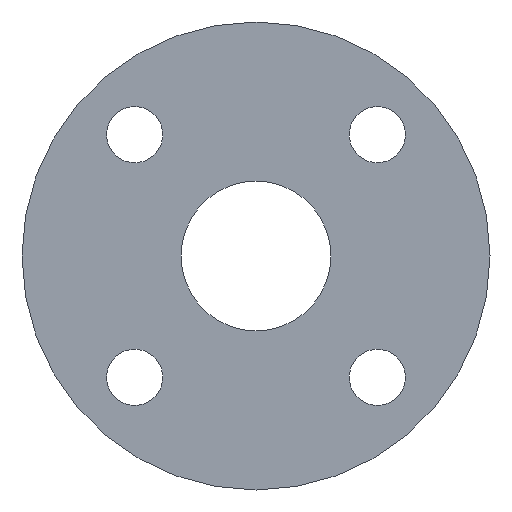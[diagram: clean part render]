
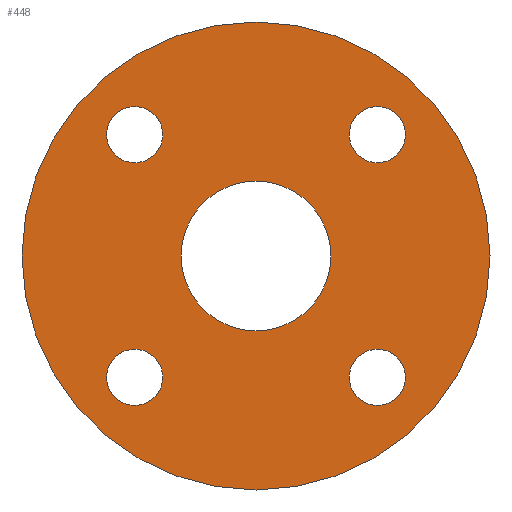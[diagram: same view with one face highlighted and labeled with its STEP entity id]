
A CAD part, left-side view. The second image highlights one B-rep face of the part: STEP entity #448.
In plain terms, the highlighted planar face has unit normal (-1, 0, 0).
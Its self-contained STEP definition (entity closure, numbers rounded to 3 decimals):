
#8 = DIRECTION ( 'NONE',  ( 0., 0., -1. ) ) ;
#15 = EDGE_CURVE ( 'NONE', #195, #44, #544, .T. ) ;
#22 = CARTESIAN_POINT ( 'NONE',  ( -1.5, -38.891, -29.891 ) ) ;
#24 = CIRCLE ( 'NONE', #334, 9. ) ;
#25 = DIRECTION ( 'NONE',  ( 0., 0., -1. ) ) ;
#32 = ORIENTED_EDGE ( 'NONE', *, *, #189, .T. ) ;
#34 = CARTESIAN_POINT ( 'NONE',  ( -1.5, 0., 0. ) ) ;
#42 = FACE_BOUND ( 'NONE', #420, .T. ) ;
#44 = VERTEX_POINT ( 'NONE', #53 ) ;
#47 = CARTESIAN_POINT ( 'NONE',  ( -1.5, 38.891, 29.891 ) ) ;
#49 = CARTESIAN_POINT ( 'NONE',  ( -1.5, 0., 24. ) ) ;
#52 = PLANE ( 'NONE',  #421 ) ;
#53 = CARTESIAN_POINT ( 'NONE',  ( -1.5, -38.891, -47.891 ) ) ;
#55 = AXIS2_PLACEMENT_3D ( 'NONE', #336, #329, #207 ) ;
#56 = CARTESIAN_POINT ( 'NONE',  ( -1.5, -38.891, -38.891 ) ) ;
#63 = DIRECTION ( 'NONE',  ( 1., 0., 0. ) ) ;
#72 = AXIS2_PLACEMENT_3D ( 'NONE', #528, #489, #491 ) ;
#79 = DIRECTION ( 'NONE',  ( 1., 0., 0. ) ) ;
#84 = EDGE_LOOP ( 'NONE', ( #452, #325 ) ) ;
#99 = CIRCLE ( 'NONE', #403, 9. ) ;
#109 = CARTESIAN_POINT ( 'NONE',  ( -1.5, 0., 75. ) ) ;
#110 = DIRECTION ( 'NONE',  ( 1., 0., 0. ) ) ;
#121 = EDGE_LOOP ( 'NONE', ( #413, #286 ) ) ;
#122 = EDGE_CURVE ( 'NONE', #158, #382, #492, .T. ) ;
#125 = CARTESIAN_POINT ( 'NONE',  ( -1.5, 38.891, -29.891 ) ) ;
#134 = DIRECTION ( 'NONE',  ( 0., 0., -1. ) ) ;
#137 = EDGE_CURVE ( 'NONE', #289, #349, #410, .T. ) ;
#141 = CARTESIAN_POINT ( 'NONE',  ( -1.5, -38.891, 38.891 ) ) ;
#151 = DIRECTION ( 'NONE',  ( 0., 0., -1. ) ) ;
#152 = EDGE_CURVE ( 'NONE', #349, #289, #278, .T. ) ;
#158 = VERTEX_POINT ( 'NONE', #109 ) ;
#162 = VERTEX_POINT ( 'NONE', #487 ) ;
#175 = ORIENTED_EDGE ( 'NONE', *, *, #490, .T. ) ;
#189 = EDGE_CURVE ( 'NONE', #358, #253, #231, .T. ) ;
#195 = VERTEX_POINT ( 'NONE', #22 ) ;
#196 = DIRECTION ( 'NONE',  ( 1., 0., 0. ) ) ;
#207 = DIRECTION ( 'NONE',  ( 0., 0., -1. ) ) ;
#211 = FACE_BOUND ( 'NONE', #387, .T. ) ;
#216 = CARTESIAN_POINT ( 'NONE',  ( -1.5, -38.891, 38.891 ) ) ;
#218 = CARTESIAN_POINT ( 'NONE',  ( -1.5, -38.891, 47.891 ) ) ;
#220 = DIRECTION ( 'NONE',  ( 1., 0., 0. ) ) ;
#223 = DIRECTION ( 'NONE',  ( 1., 0., 0. ) ) ;
#225 = EDGE_CURVE ( 'NONE', #162, #300, #261, .T. ) ;
#228 = CARTESIAN_POINT ( 'NONE',  ( -1.5, 38.891, -38.891 ) ) ;
#230 = AXIS2_PLACEMENT_3D ( 'NONE', #525, #473, #134 ) ;
#231 = CIRCLE ( 'NONE', #396, 9. ) ;
#232 = AXIS2_PLACEMENT_3D ( 'NONE', #401, #110, #151 ) ;
#253 = VERTEX_POINT ( 'NONE', #409 ) ;
#258 = EDGE_CURVE ( 'NONE', #382, #158, #475, .T. ) ;
#260 = DIRECTION ( 'NONE',  ( 1., 0., 0. ) ) ;
#261 = CIRCLE ( 'NONE', #534, 9. ) ;
#264 = VERTEX_POINT ( 'NONE', #485 ) ;
#278 = CIRCLE ( 'NONE', #232, 24. ) ;
#279 = AXIS2_PLACEMENT_3D ( 'NONE', #228, #223, #8 ) ;
#286 = ORIENTED_EDGE ( 'NONE', *, *, #122, .F. ) ;
#289 = VERTEX_POINT ( 'NONE', #498 ) ;
#290 = CARTESIAN_POINT ( 'NONE',  ( -1.5, 0., 0. ) ) ;
#294 = AXIS2_PLACEMENT_3D ( 'NONE', #290, #443, #368 ) ;
#296 = ORIENTED_EDGE ( 'NONE', *, *, #137, .T. ) ;
#297 = FACE_BOUND ( 'NONE', #84, .T. ) ;
#300 = VERTEX_POINT ( 'NONE', #47 ) ;
#304 = EDGE_LOOP ( 'NONE', ( #471, #32 ) ) ;
#308 = DIRECTION ( 'NONE',  ( 0., 0., -1. ) ) ;
#317 = DIRECTION ( 'NONE',  ( 0., 0., -1. ) ) ;
#322 = EDGE_CURVE ( 'NONE', #300, #162, #354, .T. ) ;
#325 = ORIENTED_EDGE ( 'NONE', *, *, #338, .T. ) ;
#329 = DIRECTION ( 'NONE',  ( 1., 0., 0. ) ) ;
#334 = AXIS2_PLACEMENT_3D ( 'NONE', #141, #220, #472 ) ;
#336 = CARTESIAN_POINT ( 'NONE',  ( -1.5, 38.891, 38.891 ) ) ;
#338 = EDGE_CURVE ( 'NONE', #376, #264, #438, .T. ) ;
#348 = CARTESIAN_POINT ( 'NONE',  ( -1.5, 0., 0. ) ) ;
#349 = VERTEX_POINT ( 'NONE', #49 ) ;
#354 = CIRCLE ( 'NONE', #55, 9. ) ;
#358 = VERTEX_POINT ( 'NONE', #125 ) ;
#368 = DIRECTION ( 'NONE',  ( 0., 0., -1. ) ) ;
#370 = EDGE_LOOP ( 'NONE', ( #175, #461 ) ) ;
#376 = VERTEX_POINT ( 'NONE', #218 ) ;
#382 = VERTEX_POINT ( 'NONE', #454 ) ;
#386 = DIRECTION ( 'NONE',  ( 1., 0., 0. ) ) ;
#387 = EDGE_LOOP ( 'NONE', ( #414, #432 ) ) ;
#396 = AXIS2_PLACEMENT_3D ( 'NONE', #533, #493, #453 ) ;
#397 = CIRCLE ( 'NONE', #279, 9. ) ;
#401 = CARTESIAN_POINT ( 'NONE',  ( -1.5, 0., 0. ) ) ;
#403 = AXIS2_PLACEMENT_3D ( 'NONE', #56, #386, #308 ) ;
#409 = CARTESIAN_POINT ( 'NONE',  ( -1.5, 38.891, -47.891 ) ) ;
#410 = CIRCLE ( 'NONE', #72, 24. ) ;
#411 = ORIENTED_EDGE ( 'NONE', *, *, #152, .T. ) ;
#413 = ORIENTED_EDGE ( 'NONE', *, *, #258, .F. ) ;
#414 = ORIENTED_EDGE ( 'NONE', *, *, #322, .T. ) ;
#418 = FACE_BOUND ( 'NONE', #304, .T. ) ;
#420 = EDGE_LOOP ( 'NONE', ( #296, #411 ) ) ;
#421 = AXIS2_PLACEMENT_3D ( 'NONE', #348, #63, #518 ) ;
#429 = FACE_OUTER_BOUND ( 'NONE', #121, .T. ) ;
#432 = ORIENTED_EDGE ( 'NONE', *, *, #225, .T. ) ;
#438 = CIRCLE ( 'NONE', #449, 9. ) ;
#443 = DIRECTION ( 'NONE',  ( 1., 0., 0. ) ) ;
#448 = ADVANCED_FACE ( 'NONE', ( #297, #462, #418, #42, #211, #429 ), #52, .F. ) ;
#449 = AXIS2_PLACEMENT_3D ( 'NONE', #216, #260, #469 ) ;
#451 = CARTESIAN_POINT ( 'NONE',  ( -1.5, 38.891, 38.891 ) ) ;
#452 = ORIENTED_EDGE ( 'NONE', *, *, #483, .T. ) ;
#453 = DIRECTION ( 'NONE',  ( 0., 0., -1. ) ) ;
#454 = CARTESIAN_POINT ( 'NONE',  ( -1.5, 0., -75. ) ) ;
#461 = ORIENTED_EDGE ( 'NONE', *, *, #15, .T. ) ;
#462 = FACE_BOUND ( 'NONE', #370, .T. ) ;
#467 = AXIS2_PLACEMENT_3D ( 'NONE', #34, #196, #317 ) ;
#469 = DIRECTION ( 'NONE',  ( 0., 0., -1. ) ) ;
#471 = ORIENTED_EDGE ( 'NONE', *, *, #545, .T. ) ;
#472 = DIRECTION ( 'NONE',  ( 0., 0., -1. ) ) ;
#473 = DIRECTION ( 'NONE',  ( 1., 0., 0. ) ) ;
#475 = CIRCLE ( 'NONE', #467, 75. ) ;
#483 = EDGE_CURVE ( 'NONE', #264, #376, #24, .T. ) ;
#485 = CARTESIAN_POINT ( 'NONE',  ( -1.5, -38.891, 29.891 ) ) ;
#487 = CARTESIAN_POINT ( 'NONE',  ( -1.5, 38.891, 47.891 ) ) ;
#489 = DIRECTION ( 'NONE',  ( 1., 0., 0. ) ) ;
#490 = EDGE_CURVE ( 'NONE', #44, #195, #99, .T. ) ;
#491 = DIRECTION ( 'NONE',  ( 0., 0., -1. ) ) ;
#492 = CIRCLE ( 'NONE', #294, 75. ) ;
#493 = DIRECTION ( 'NONE',  ( 1., 0., 0. ) ) ;
#498 = CARTESIAN_POINT ( 'NONE',  ( -1.5, 0., -24. ) ) ;
#518 = DIRECTION ( 'NONE',  ( 0., 0., -1. ) ) ;
#525 = CARTESIAN_POINT ( 'NONE',  ( -1.5, -38.891, -38.891 ) ) ;
#528 = CARTESIAN_POINT ( 'NONE',  ( -1.5, 0., 0. ) ) ;
#533 = CARTESIAN_POINT ( 'NONE',  ( -1.5, 38.891, -38.891 ) ) ;
#534 = AXIS2_PLACEMENT_3D ( 'NONE', #451, #79, #25 ) ;
#544 = CIRCLE ( 'NONE', #230, 9. ) ;
#545 = EDGE_CURVE ( 'NONE', #253, #358, #397, .T. ) ;
